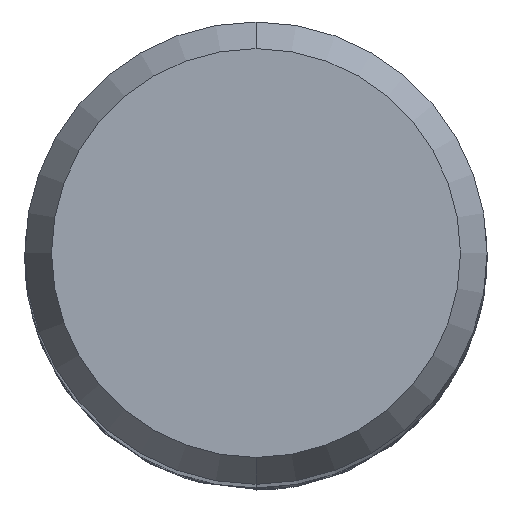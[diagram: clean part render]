
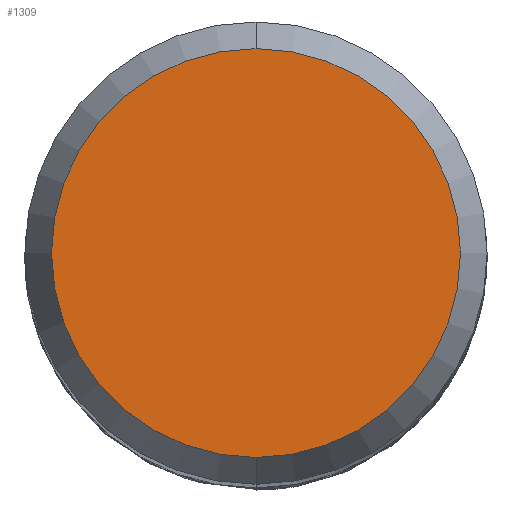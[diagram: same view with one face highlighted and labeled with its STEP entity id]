
A CAD part, top view. The second image highlights one B-rep face of the part: STEP entity #1309.
In plain terms, the highlighted planar face has unit normal (0, 0, 1).
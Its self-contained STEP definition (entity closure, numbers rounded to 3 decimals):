
#611=EDGE_CURVE('',#843,#1395,#1752,.T.);
#803=EDGE_CURVE('',#1395,#843,#1963,.T.);
#843=VERTEX_POINT('',#2004);
#1309=ADVANCED_FACE('',(#2514),#2515,.T.);
#1395=VERTEX_POINT('',#2607);
#1752=CIRCLE('',#3691,4.423);
#1963=CIRCLE('',#5452,4.423);
#2004=CARTESIAN_POINT('',(0.0,4.423,0.0));
#2514=FACE_OUTER_BOUND('',#11313,.T.);
#2515=PLANE('',#11314);
#2607=CARTESIAN_POINT('',(0.,-4.423,0.0));
#3691=AXIS2_PLACEMENT_3D('',#16241,#16242,#16243);
#5452=AXIS2_PLACEMENT_3D('',#16485,#16486,#16487);
#11313=EDGE_LOOP('',(#17010,#17011));
#11314=AXIS2_PLACEMENT_3D('',#17012,#17013,#17014);
#16241=CARTESIAN_POINT('',(0.0,0.0,0.0));
#16242=DIRECTION('',(0.0,0.0,-1.0));
#16243=DIRECTION('',(0.0,1.0,0.0));
#16485=CARTESIAN_POINT('',(0.0,0.0,0.0));
#16486=DIRECTION('',(0.0,0.0,-1.0));
#16487=DIRECTION('',(0.0,1.0,0.0));
#17010=ORIENTED_EDGE('',*,*,#611,.F.);
#17011=ORIENTED_EDGE('',*,*,#803,.F.);
#17012=CARTESIAN_POINT('',(0.0,2.211,0.0));
#17013=DIRECTION('',(-0.0,0.0,1.0));
#17014=DIRECTION('',(0.0,-1.0,0.0));
